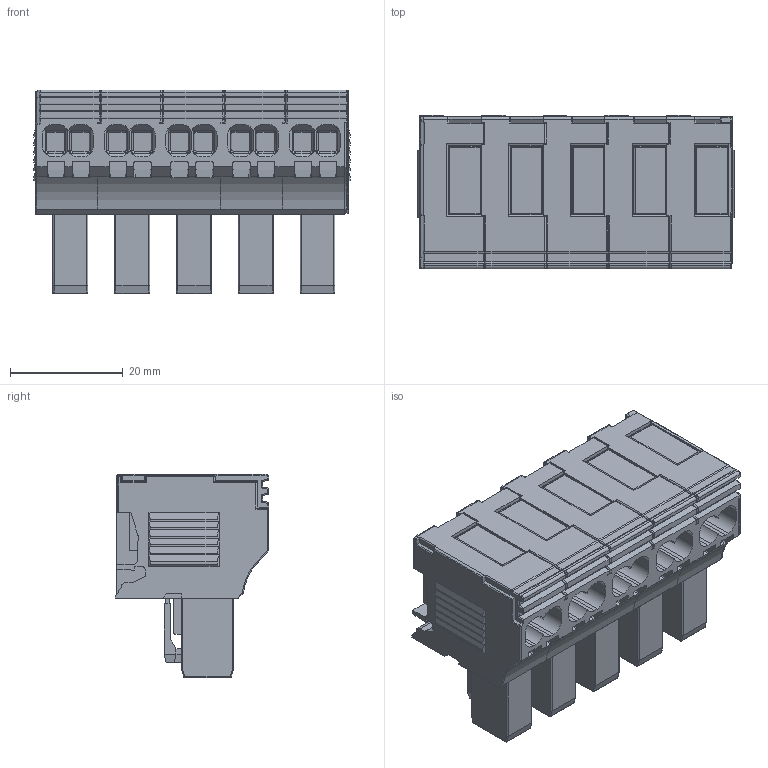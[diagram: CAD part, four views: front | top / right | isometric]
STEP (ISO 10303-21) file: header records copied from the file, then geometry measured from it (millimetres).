
FILE_DESCRIPTION(('CATIA V5 STEP Exchange','CAx-IF Rec.Pracs.--- Model Styling and Organization---1.4--- 2014-01-23'),'2;1');
FILE_NAME ('003162-4_3_1009990000_1009990000.stp','2019-07-03T13:32:56+00:00',('none'),('Weidmueller'),'CATIA Version 5-6 Release 2016 SP3 HF44','CATIA V5 STEP AP214','none');
FILE_SCHEMA(('AUTOMOTIVE_DESIGN { 1 0 10303 214 1 1 1 1 }'));
Products named in the file (1): 1009990000 
Bounding box: 56.15 x 27.3 x 36.15 mm (x, y, z)
Volume: 30452.8 mm3; surface area: 13670.3 mm2
Topology: 1 solids, 1 shells, 1586 faces, 4323 edges, 2720 vertices
Faces by surface type: plane 941, cylinder 558, bspline 41, sphere 26, torus 18, cone 2
Entity records: 52737 total; most frequent: CARTESIAN_POINT 14235, ORIENTED_EDGE 8594, DIRECTION 6076, EDGE_CURVE 4297, VECTOR 3086, LINE 3086, VERTEX_POINT 2720, AXIS2_PLACEMENT_3D 1717
